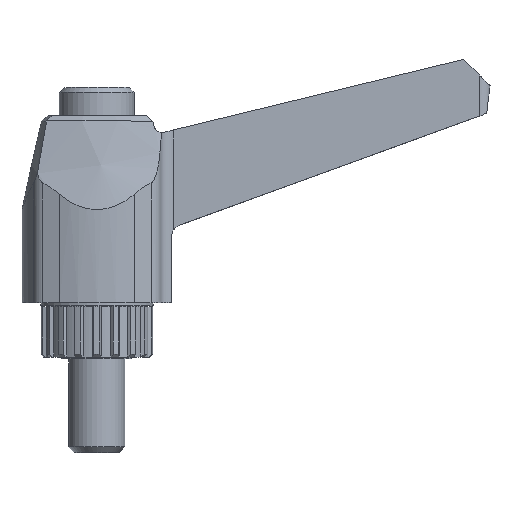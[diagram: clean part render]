
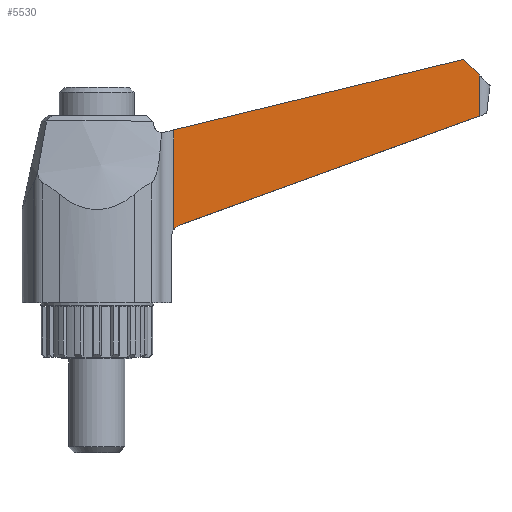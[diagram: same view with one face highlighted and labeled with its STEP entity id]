
A CAD part, top view. The second image highlights one B-rep face of the part: STEP entity #5530.
In plain terms, the highlighted planar face has unit normal (0.043, 0, 0.999).
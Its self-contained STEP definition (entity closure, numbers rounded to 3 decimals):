
#750=DIRECTION('',(0.,1.,0.));
#751=VECTOR('',#750,10.659);
#752=CARTESIAN_POINT('',(8.188,13.803,4.456));
#753=LINE('',#752,#751);
#1315=DIRECTION('',(-0.971,-0.236,0.042));
#1316=VECTOR('',#1315,31.931);
#1317=CARTESIAN_POINT('',(39.187,32.,3.121));
#1318=LINE('',#1317,#1316);
#1383=CARTESIAN_POINT('',(8.791,14.287,4.43));
#1384=CARTESIAN_POINT('',(8.535,14.194,4.441));
#1385=CARTESIAN_POINT('',(8.334,14.033,4.45));
#1386=CARTESIAN_POINT('',(8.188,13.803,4.456));
#1515=DIRECTION('',(0.939,0.342,-0.04));
#1516=VECTOR('',#1515,34.148);
#1517=CARTESIAN_POINT('',(8.791,14.287,4.43));
#1518=LINE('',#1517,#1516);
#1522=CARTESIAN_POINT('',(40.853,25.957,3.049));
#1573=DIRECTION('',(0.,1.,0.));
#1574=VECTOR('',#1573,4.378);
#1575=CARTESIAN_POINT('',(40.853,25.957,3.049));
#1576=LINE('',#1575,#1574);
#1606=CARTESIAN_POINT('',(40.853,30.335,3.049));
#1618=DIRECTION('',(0.707,-0.707,-0.03));
#1619=VECTOR('',#1618,2.356);
#1620=CARTESIAN_POINT('',(39.187,32.,3.121));
#1621=LINE('',#1620,#1619);
#3959=VERTEX_POINT('',#1383);
#3960=VERTEX_POINT('',#1386);
#3964=VERTEX_POINT('',#1522);
#3972=VERTEX_POINT('',#1606);
#3973=CARTESIAN_POINT('',(39.187,32.,3.121));
#3974=VERTEX_POINT('',#3973);
#3977=CARTESIAN_POINT('',(8.188,24.461,4.456));
#3978=VERTEX_POINT('',#3977);
#5515=CARTESIAN_POINT('',(40.853,0.,3.049));
#5516=DIRECTION('',(-0.043,0.,-0.999));
#5517=DIRECTION('',(-0.999,0.,0.043));
#5518=AXIS2_PLACEMENT_3D('',#5515,#5516,#5517);
#5519=PLANE('',#5518);
#5520=ORIENTED_EDGE('',*,*,#5375,.T.);
#5521=ORIENTED_EDGE('',*,*,#4720,.T.);
#5522=ORIENTED_EDGE('',*,*,#5337,.F.);
#5524=ORIENTED_EDGE('',*,*,#5523,.T.);
#5526=ORIENTED_EDGE('',*,*,#5525,.F.);
#5527=ORIENTED_EDGE('',*,*,#5451,.F.);
#5528=EDGE_LOOP('',(#5520,#5521,#5522,#5524,#5526,#5527));
#5529=FACE_OUTER_BOUND('',#5528,.F.);
#1387=B_SPLINE_CURVE_WITH_KNOTS('',3,(#1383,#1384,#1385,#1386),.UNSPECIFIED.,
.F.,.F.,(4,4),(0.,1.),.UNSPECIFIED.);
#4720=EDGE_CURVE('',#3960,#3978,#753,.T.);
#5337=EDGE_CURVE('',#3974,#3978,#1318,.T.);
#5375=EDGE_CURVE('',#3959,#3960,#1387,.T.);
#5451=EDGE_CURVE('',#3959,#3964,#1518,.T.);
#5523=EDGE_CURVE('',#3974,#3972,#1621,.T.);
#5525=EDGE_CURVE('',#3964,#3972,#1576,.T.);
#5530=ADVANCED_FACE('',(#5529),#5519,.F.);
